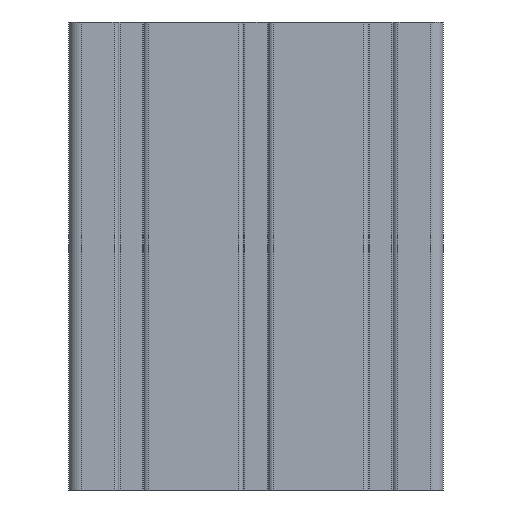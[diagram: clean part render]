
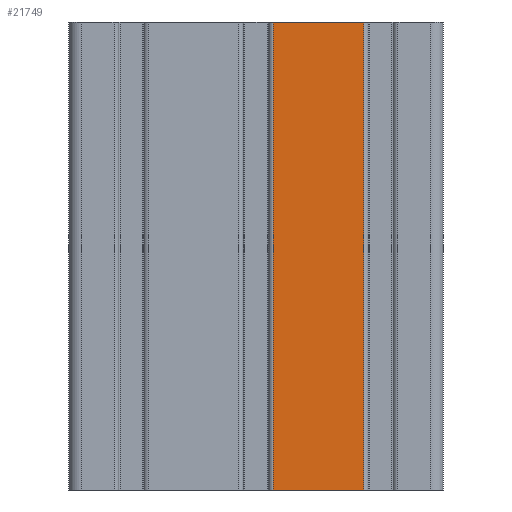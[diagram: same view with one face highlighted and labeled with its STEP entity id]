
A CAD part, front view. The second image highlights one B-rep face of the part: STEP entity #21749.
In plain terms, the highlighted planar face has unit normal (0, -1, 0).
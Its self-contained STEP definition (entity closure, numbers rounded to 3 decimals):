
#45 = PLANE('',#46);
#46 = AXIS2_PLACEMENT_3D('',#47,#48,#49);
#47 = CARTESIAN_POINT('',(60.,40.,150.));
#48 = DIRECTION('',(0.,0.,1.));
#49 = DIRECTION('',(1.,-0.,0.));
#106 = PLANE('',#107);
#107 = AXIS2_PLACEMENT_3D('',#108,#109,#110);
#108 = CARTESIAN_POINT('',(60.,40.,0.));
#109 = DIRECTION('',(0.,0.,1.));
#110 = DIRECTION('',(1.,-0.,0.));
#11852 = VERTEX_POINT('',#11853);
#11853 = CARTESIAN_POINT('',(94.5,0.,150.));
#11863 = CYLINDRICAL_SURFACE('',#11864,1.5);
#11864 = AXIS2_PLACEMENT_3D('',#11865,#11866,#11867);
#11865 = CARTESIAN_POINT('',(94.5,1.5,0.));
#11866 = DIRECTION('',(0.,-0.,-1.));
#11867 = DIRECTION('',(0.,-1.,0.));
#11882 = EDGE_CURVE('',#11883,#11852,#11885,.T.);
#11883 = VERTEX_POINT('',#11884);
#11884 = CARTESIAN_POINT('',(94.5,0.,0.));
#11885 = SURFACE_CURVE('',#11886,(#11890,#11897),.PCURVE_S1.);
#11886 = LINE('',#11887,#11888);
#11887 = CARTESIAN_POINT('',(94.5,0.,0.));
#11888 = VECTOR('',#11889,1.);
#11889 = DIRECTION('',(0.,0.,1.));
#11890 = PCURVE('',#11863,#11891);
#11891 = DEFINITIONAL_REPRESENTATION('',(#11892),#11896);
#11892 = LINE('',#11893,#11894);
#11893 = CARTESIAN_POINT('',(6.283,0.));
#11894 = VECTOR('',#11895,1.);
#11895 = DIRECTION('',(0.,-1.));
#11896 = ( GEOMETRIC_REPRESENTATION_CONTEXT(2) 
PARAMETRIC_REPRESENTATION_CONTEXT() REPRESENTATION_CONTEXT('2D SPACE',''
  ) );
#11897 = PCURVE('',#11898,#11903);
#11898 = PLANE('',#11899);
#11899 = AXIS2_PLACEMENT_3D('',#11900,#11901,#11902);
#11900 = CARTESIAN_POINT('',(116.,0.,0.));
#11901 = DIRECTION('',(0.,-1.,0.));
#11902 = DIRECTION('',(0.,0.,-1.));
#11903 = DEFINITIONAL_REPRESENTATION('',(#11904),#11908);
#11904 = LINE('',#11905,#11906);
#11905 = CARTESIAN_POINT('',(0.,-21.5));
#11906 = VECTOR('',#11907,1.);
#11907 = DIRECTION('',(-1.,0.));
#11908 = ( GEOMETRIC_REPRESENTATION_CONTEXT(2) 
PARAMETRIC_REPRESENTATION_CONTEXT() REPRESENTATION_CONTEXT('2D SPACE',''
  ) );
#13932 = EDGE_CURVE('',#13933,#11883,#13935,.T.);
#13933 = VERTEX_POINT('',#13934);
#13934 = CARTESIAN_POINT('',(65.5,0.,0.));
#13935 = SURFACE_CURVE('',#13936,(#13940,#13947),.PCURVE_S1.);
#13936 = LINE('',#13937,#13938);
#13937 = CARTESIAN_POINT('',(4.,0.,0.));
#13938 = VECTOR('',#13939,1.);
#13939 = DIRECTION('',(1.,0.,0.));
#13940 = PCURVE('',#106,#13941);
#13941 = DEFINITIONAL_REPRESENTATION('',(#13942),#13946);
#13942 = LINE('',#13943,#13944);
#13943 = CARTESIAN_POINT('',(-56.,-40.));
#13944 = VECTOR('',#13945,1.);
#13945 = DIRECTION('',(1.,0.));
#13946 = ( GEOMETRIC_REPRESENTATION_CONTEXT(2) 
PARAMETRIC_REPRESENTATION_CONTEXT() REPRESENTATION_CONTEXT('2D SPACE',''
  ) );
#13947 = PCURVE('',#11898,#13948);
#13948 = DEFINITIONAL_REPRESENTATION('',(#13949),#13953);
#13949 = LINE('',#13950,#13951);
#13950 = CARTESIAN_POINT('',(0.,-112.));
#13951 = VECTOR('',#13952,1.);
#13952 = DIRECTION('',(0.,1.));
#13953 = ( GEOMETRIC_REPRESENTATION_CONTEXT(2) 
PARAMETRIC_REPRESENTATION_CONTEXT() REPRESENTATION_CONTEXT('2D SPACE',''
  ) );
#13976 = CYLINDRICAL_SURFACE('',#13977,1.5);
#13977 = AXIS2_PLACEMENT_3D('',#13978,#13979,#13980);
#13978 = CARTESIAN_POINT('',(65.5,1.5,0.));
#13979 = DIRECTION('',(-0.,-0.,-1.));
#13980 = DIRECTION('',(-1.,0.,0.));
#21749 = ADVANCED_FACE('',(#21750),#11898,.T.);
#21750 = FACE_BOUND('',#21751,.T.);
#21751 = EDGE_LOOP('',(#21752,#21753,#21776,#21797));
#21752 = ORIENTED_EDGE('',*,*,#11882,.T.);
#21753 = ORIENTED_EDGE('',*,*,#21754,.T.);
#21754 = EDGE_CURVE('',#11852,#21755,#21757,.T.);
#21755 = VERTEX_POINT('',#21756);
#21756 = CARTESIAN_POINT('',(65.5,0.,150.));
#21757 = SURFACE_CURVE('',#21758,(#21762,#21769),.PCURVE_S1.);
#21758 = LINE('',#21759,#21760);
#21759 = CARTESIAN_POINT('',(4.,0.,150.));
#21760 = VECTOR('',#21761,1.);
#21761 = DIRECTION('',(-1.,0.,0.));
#21762 = PCURVE('',#11898,#21763);
#21763 = DEFINITIONAL_REPRESENTATION('',(#21764),#21768);
#21764 = LINE('',#21765,#21766);
#21765 = CARTESIAN_POINT('',(-150.,-112.));
#21766 = VECTOR('',#21767,1.);
#21767 = DIRECTION('',(0.,-1.));
#21768 = ( GEOMETRIC_REPRESENTATION_CONTEXT(2) 
PARAMETRIC_REPRESENTATION_CONTEXT() REPRESENTATION_CONTEXT('2D SPACE',''
  ) );
#21769 = PCURVE('',#45,#21770);
#21770 = DEFINITIONAL_REPRESENTATION('',(#21771),#21775);
#21771 = LINE('',#21772,#21773);
#21772 = CARTESIAN_POINT('',(-56.,-40.));
#21773 = VECTOR('',#21774,1.);
#21774 = DIRECTION('',(-1.,0.));
#21775 = ( GEOMETRIC_REPRESENTATION_CONTEXT(2) 
PARAMETRIC_REPRESENTATION_CONTEXT() REPRESENTATION_CONTEXT('2D SPACE',''
  ) );
#21776 = ORIENTED_EDGE('',*,*,#21777,.T.);
#21777 = EDGE_CURVE('',#21755,#13933,#21778,.T.);
#21778 = SURFACE_CURVE('',#21779,(#21783,#21790),.PCURVE_S1.);
#21779 = LINE('',#21780,#21781);
#21780 = CARTESIAN_POINT('',(65.5,0.,75.));
#21781 = VECTOR('',#21782,1.);
#21782 = DIRECTION('',(0.,0.,-1.));
#21783 = PCURVE('',#11898,#21784);
#21784 = DEFINITIONAL_REPRESENTATION('',(#21785),#21789);
#21785 = LINE('',#21786,#21787);
#21786 = CARTESIAN_POINT('',(-75.,-50.5));
#21787 = VECTOR('',#21788,1.);
#21788 = DIRECTION('',(1.,0.));
#21789 = ( GEOMETRIC_REPRESENTATION_CONTEXT(2) 
PARAMETRIC_REPRESENTATION_CONTEXT() REPRESENTATION_CONTEXT('2D SPACE',''
  ) );
#21790 = PCURVE('',#13976,#21791);
#21791 = DEFINITIONAL_REPRESENTATION('',(#21792),#21796);
#21792 = LINE('',#21793,#21794);
#21793 = CARTESIAN_POINT('',(4.712,-75.));
#21794 = VECTOR('',#21795,1.);
#21795 = DIRECTION('',(0.,1.));
#21796 = ( GEOMETRIC_REPRESENTATION_CONTEXT(2) 
PARAMETRIC_REPRESENTATION_CONTEXT() REPRESENTATION_CONTEXT('2D SPACE',''
  ) );
#21797 = ORIENTED_EDGE('',*,*,#13932,.T.);
